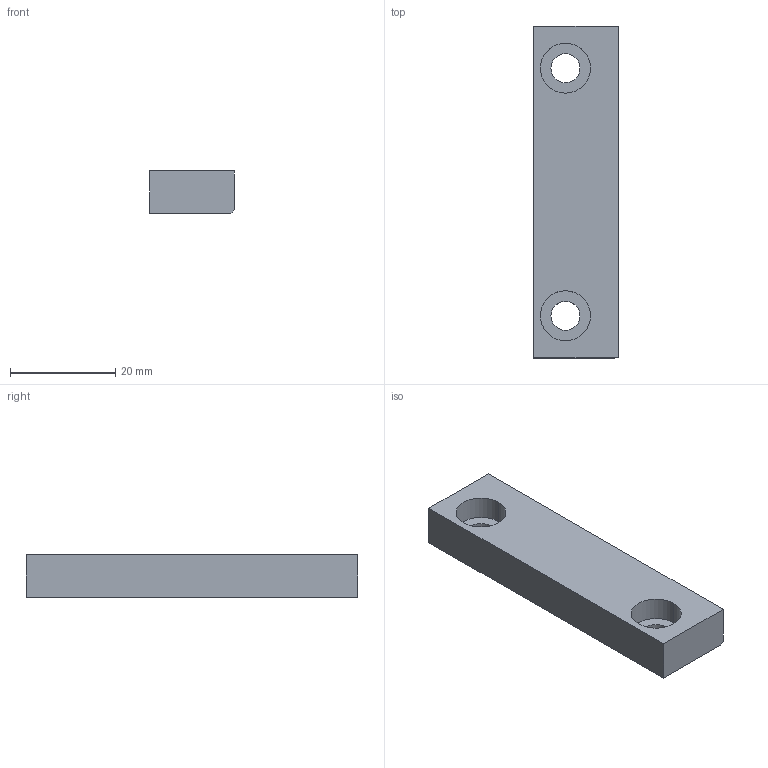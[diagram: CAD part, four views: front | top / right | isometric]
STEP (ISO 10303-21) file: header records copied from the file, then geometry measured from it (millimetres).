
FILE_DESCRIPTION(('STEP AP214'),'1');
FILE_NAME('cctmp_C081B6D1-9A36-486C-842C-DA37A2884E94_2023_07_27_16_03_32_0324_39600..stp','2023-07-27T14:03:32',('Meusburger Georg GmbH & Co KG'),('CADClick - www.CADClick.com'),'Spatial InterOp 3D',' ','unknown authorization');
FILE_SCHEMA(('AUTOMOTIVE_DESIGN'));
Length unit declared in the file: millimetre
Products named in the file (1): E 3141_16_8_63
Bounding box: 16 x 63 x 8 mm (x, y, z)
Volume: 7248.4 mm3; surface area: 3552 mm2
Topology: 1 solids, 1 shells, 17 faces, 39 edges, 26 vertices
Faces by surface type: plane 9, cylinder 8
Entity records: 657 total; most frequent: DIRECTION 91, CARTESIAN_POINT 83, ORIENTED_EDGE 78, EDGE_CURVE 39, AXIS2_PLACEMENT_3D 34, VERTEX_POINT 26, EDGE_LOOP 23, LINE 23
